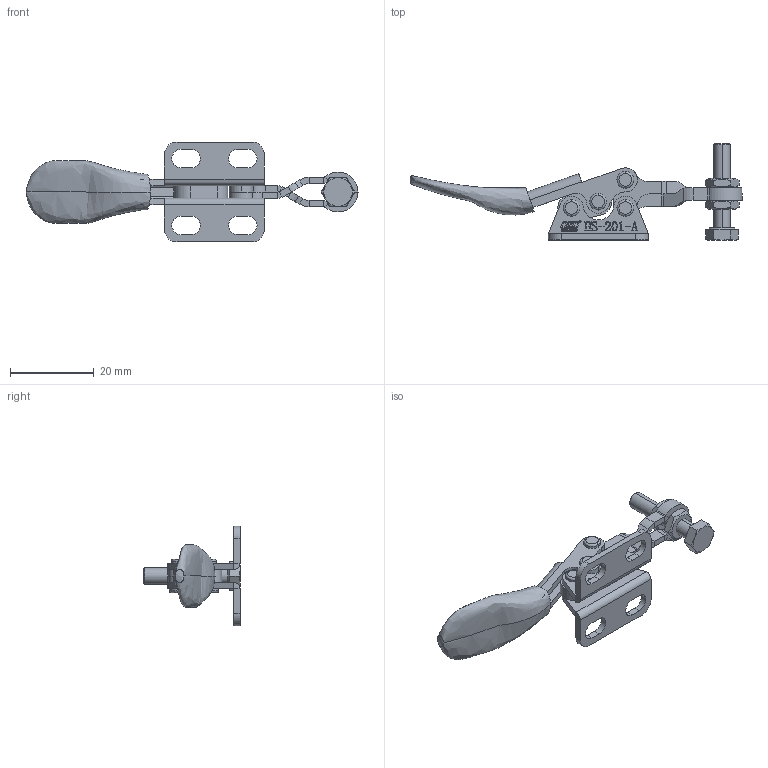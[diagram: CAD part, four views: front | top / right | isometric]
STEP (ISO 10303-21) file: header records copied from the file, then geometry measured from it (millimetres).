
FILE_DESCRIPTION (( 'STEP AP203' ), '1' );
FILE_NAME ('HS-201-A 装配体.STEP', '2018-12-07T02:53:45', ( 'PCOS' ), ( '微软中国' ), 'SwSTEP 2.0', 'SolidWorks 2012', '' );
FILE_SCHEMA (( 'CONFIG_CONTROL_DESIGN' ));
Length unit declared in the file: millimetre
Products named in the file (9): HS-201-A  蚾饜极; hex thin nuts-grades ab-chamfered gb_GB_FASTENER_NUT_STNAB M4-N; hexagon head bolts-full thread gb_GB_FASTENER_BOLT_STBAB A M4X20-C; 揤參; 种; 忒梟; 忒參; 蟀裝; 楊擘菁釱
Assembly tree (14 placements, depth 2):
  HS-201-A  蚾饜极
    楊擘菁釱  x2
    蟀裝
    忒參
    忒梟
    种  x4
    揤參  x2
    hexagon head bolts-full thread gb_GB_FASTENER_BOLT_STBAB A M4X20-C
    hex thin nuts-grades ab-chamfered gb_GB_FASTENER_NUT_STNAB M4-N  x2
Bounding box: 79.08 x 22.93 x 23.8 mm (x, y, z)
Volume: 3979.3 mm3; surface area: 5761.8 mm2
Topology: 14 solids, 14 shells, 1008 faces, 2633 edges, 1718 vertices
Faces by surface type: plane 524, bspline 245, cylinder 197, cone 26, torus 16
Entity records: 24449 total; most frequent: CARTESIAN_POINT 10814, ORIENTED_EDGE 2790, DIRECTION 2225, EDGE_CURVE 1395, VERTEX_POINT 910, LINE 881, VECTOR 881, AXIS2_PLACEMENT_3D 672
